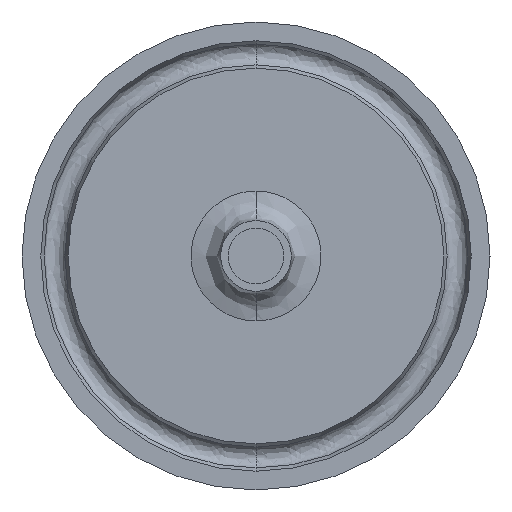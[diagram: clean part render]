
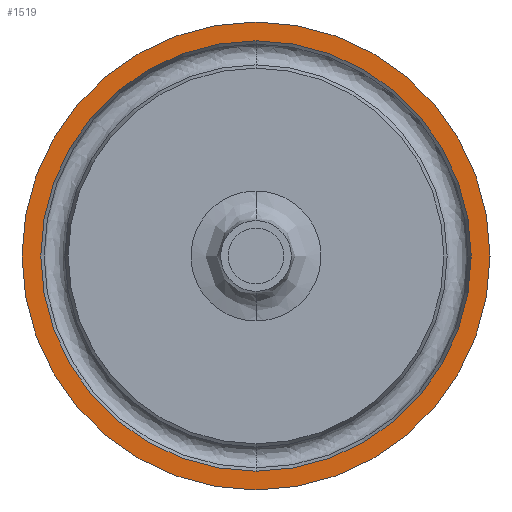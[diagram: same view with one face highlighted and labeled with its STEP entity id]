
A CAD part, front view. The second image highlights one B-rep face of the part: STEP entity #1519.
In plain terms, the highlighted planar face has unit normal (0, -1, 0).
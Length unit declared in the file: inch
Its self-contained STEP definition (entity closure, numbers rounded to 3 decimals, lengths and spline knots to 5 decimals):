
#106 = AXIS2_PLACEMENT_3D ( 'NONE', #1668, #2491, #430 ) ;
#280 = ORIENTED_EDGE ( 'NONE', *, *, #783, .T. ) ;
#286 = VERTEX_POINT ( 'NONE', #1520 ) ;
#337 = CARTESIAN_POINT ( 'NONE',  ( 0., -0.66929, 0.49606 ) ) ;
#430 = DIRECTION ( 'NONE',  ( 0., 0., -1. ) ) ;
#438 = EDGE_LOOP ( 'NONE', ( #1612, #695 ) ) ;
#654 = CIRCLE ( 'NONE', #1514, 0.91235 ) ;
#695 = ORIENTED_EDGE ( 'NONE', *, *, #895, .T. ) ;
#739 = AXIS2_PLACEMENT_3D ( 'NONE', #1919, #2286, #1945 ) ;
#753 = DIRECTION ( 'NONE',  ( 0., -1., 0. ) ) ;
#783 = EDGE_CURVE ( 'NONE', #1062, #286, #2063, .T. ) ;
#895 = EDGE_CURVE ( 'NONE', #1871, #2378, #2211, .T. ) ;
#907 = AXIS2_PLACEMENT_3D ( 'NONE', #337, #753, #1577 ) ;
#923 = AXIS2_PLACEMENT_3D ( 'NONE', #1970, #1139, #2566 ) ;
#975 = CARTESIAN_POINT ( 'NONE',  ( 0., -0.66929, 0. ) ) ;
#1062 = VERTEX_POINT ( 'NONE', #1775 ) ;
#1139 = DIRECTION ( 'NONE',  ( 0., -1., 0. ) ) ;
#1173 = DIRECTION ( 'NONE',  ( 0., 0., -1. ) ) ;
#1233 = FACE_OUTER_BOUND ( 'NONE', #2667, .T. ) ;
#1391 = DIRECTION ( 'NONE',  ( 0., 1., 0. ) ) ;
#1406 = EDGE_CURVE ( 'NONE', #286, #1062, #1982, .T. ) ;
#1514 = AXIS2_PLACEMENT_3D ( 'NONE', #975, #1391, #1173 ) ;
#1519 = ADVANCED_FACE ( 'NONE', ( #2021, #1233 ), #1976, .T. ) ;
#1520 = CARTESIAN_POINT ( 'NONE',  ( 0., -0.66929, 0.99213 ) ) ;
#1577 = DIRECTION ( 'NONE',  ( 0., 0., -1. ) ) ;
#1612 = ORIENTED_EDGE ( 'NONE', *, *, #1947, .T. ) ;
#1668 = CARTESIAN_POINT ( 'NONE',  ( 0., -0.66929, 0. ) ) ;
#1743 = CARTESIAN_POINT ( 'NONE',  ( 0., -0.66929, 0.91235 ) ) ;
#1775 = CARTESIAN_POINT ( 'NONE',  ( 0., -0.66929, -0.99213 ) ) ;
#1819 = CARTESIAN_POINT ( 'NONE',  ( 0., -0.66929, -0.91235 ) ) ;
#1871 = VERTEX_POINT ( 'NONE', #1743 ) ;
#1919 = CARTESIAN_POINT ( 'NONE',  ( 0., -0.66929, 0. ) ) ;
#1945 = DIRECTION ( 'NONE',  ( 0., 0., -1. ) ) ;
#1947 = EDGE_CURVE ( 'NONE', #2378, #1871, #654, .T. ) ;
#1970 = CARTESIAN_POINT ( 'NONE',  ( 0., -0.66929, 0. ) ) ;
#1976 = PLANE ( 'NONE',  #907 ) ;
#1982 = CIRCLE ( 'NONE', #923, 0.99213 ) ;
#2021 = FACE_BOUND ( 'NONE', #438, .T. ) ;
#2063 = CIRCLE ( 'NONE', #106, 0.99213 ) ;
#2099 = ORIENTED_EDGE ( 'NONE', *, *, #1406, .T. ) ;
#2211 = CIRCLE ( 'NONE', #739, 0.91235 ) ;
#2286 = DIRECTION ( 'NONE',  ( 0., 1., 0. ) ) ;
#2378 = VERTEX_POINT ( 'NONE', #1819 ) ;
#2491 = DIRECTION ( 'NONE',  ( 0., -1., 0. ) ) ;
#2566 = DIRECTION ( 'NONE',  ( 0., 0., -1. ) ) ;
#2667 = EDGE_LOOP ( 'NONE', ( #280, #2099 ) ) ;
